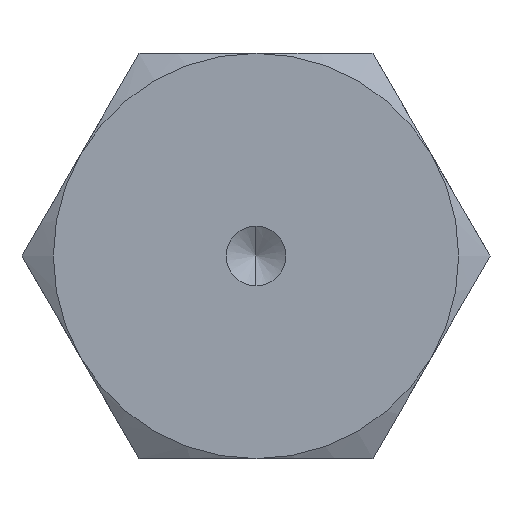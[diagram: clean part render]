
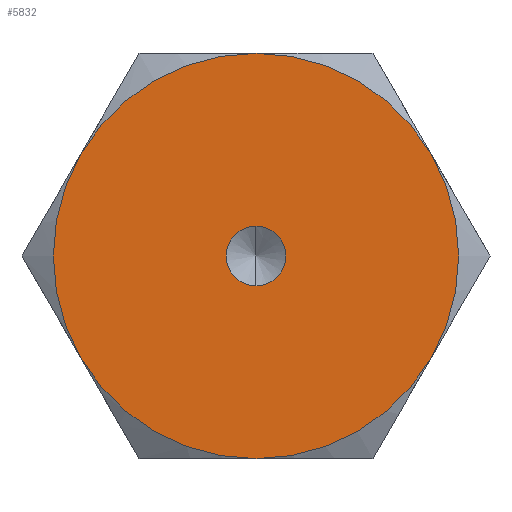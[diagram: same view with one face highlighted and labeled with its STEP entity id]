
A CAD part, left-side view. The second image highlights one B-rep face of the part: STEP entity #5832.
In plain terms, the highlighted planar face has unit normal (-1, 0, 0).
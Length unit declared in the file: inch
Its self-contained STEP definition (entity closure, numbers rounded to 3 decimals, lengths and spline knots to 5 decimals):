
#49 = CIRCLE ( 'NONE', #2054, 0.4375 ) ;
#94 = DIRECTION ( 'NONE',  ( -1., 0., 0. ) ) ;
#638 = VERTEX_POINT ( 'NONE', #7372 ) ;
#871 = EDGE_LOOP ( 'NONE', ( #2315, #5595, #4877, #3117, #5220, #7523 ) ) ;
#910 = DIRECTION ( 'NONE',  ( 0., 0., 1. ) ) ;
#1060 = CARTESIAN_POINT ( 'NONE',  ( -0.56, 0., 0. ) ) ;
#1154 = CARTESIAN_POINT ( 'NONE',  ( -0.56, 0., 0. ) ) ;
#1157 = PLANE ( 'NONE',  #8843 ) ;
#1492 = AXIS2_PLACEMENT_3D ( 'NONE', #4518, #3874, #910 ) ;
#1510 = VERTEX_POINT ( 'NONE', #2832 ) ;
#1744 = CARTESIAN_POINT ( 'NONE',  ( -0.56, 0., -0.4375 ) ) ;
#1985 = DIRECTION ( 'NONE',  ( -1., 0., 0. ) ) ;
#2054 = AXIS2_PLACEMENT_3D ( 'NONE', #5875, #2179, #5097 ) ;
#2179 = DIRECTION ( 'NONE',  ( -1., 0., 0. ) ) ;
#2276 = DIRECTION ( 'NONE',  ( 0., 0., 1. ) ) ;
#2294 = DIRECTION ( 'NONE',  ( 0., 0., 1. ) ) ;
#2315 = ORIENTED_EDGE ( 'NONE', *, *, #4570, .T. ) ;
#2528 = EDGE_CURVE ( 'NONE', #638, #6593, #4807, .T. ) ;
#2590 = EDGE_CURVE ( 'NONE', #6325, #638, #8712, .T. ) ;
#2606 = AXIS2_PLACEMENT_3D ( 'NONE', #1154, #1985, #3481 ) ;
#2692 = EDGE_CURVE ( 'NONE', #7247, #1510, #2711, .T. ) ;
#2711 = CIRCLE ( 'NONE', #7132, 0.4375 ) ;
#2802 = AXIS2_PLACEMENT_3D ( 'NONE', #8227, #3862, #8981 ) ;
#2832 = CARTESIAN_POINT ( 'NONE',  ( -0.56, 0.37889, -0.21875 ) ) ;
#2901 = CARTESIAN_POINT ( 'NONE',  ( -0.56, -0.37889, -0.21875 ) ) ;
#3109 = CARTESIAN_POINT ( 'NONE',  ( -0.56, 0., -0.06425 ) ) ;
#3117 = ORIENTED_EDGE ( 'NONE', *, *, #2528, .T. ) ;
#3125 = CARTESIAN_POINT ( 'NONE',  ( -0.56, 0., 0. ) ) ;
#3481 = DIRECTION ( 'NONE',  ( 0., 0., 1. ) ) ;
#3658 = CARTESIAN_POINT ( 'NONE',  ( -0.56, 0., 0. ) ) ;
#3659 = VERTEX_POINT ( 'NONE', #6661 ) ;
#3813 = CIRCLE ( 'NONE', #2802, 0.06425 ) ;
#3837 = EDGE_CURVE ( 'NONE', #6593, #7247, #5943, .T. ) ;
#3862 = DIRECTION ( 'NONE',  ( -1., 0., 0. ) ) ;
#3873 = CARTESIAN_POINT ( 'NONE',  ( -0.56, 0.37889, 0.21875 ) ) ;
#3874 = DIRECTION ( 'NONE',  ( -1., 0., 0. ) ) ;
#4075 = FACE_OUTER_BOUND ( 'NONE', #871, .T. ) ;
#4409 = CIRCLE ( 'NONE', #9471, 0.4375 ) ;
#4518 = CARTESIAN_POINT ( 'NONE',  ( -0.56, 0., 0. ) ) ;
#4570 = EDGE_CURVE ( 'NONE', #1510, #5167, #4409, .T. ) ;
#4807 = CIRCLE ( 'NONE', #2606, 0.4375 ) ;
#4808 = DIRECTION ( 'NONE',  ( 0., 0., -1. ) ) ;
#4877 = ORIENTED_EDGE ( 'NONE', *, *, #2590, .T. ) ;
#5076 = DIRECTION ( 'NONE',  ( -1., 0., 0. ) ) ;
#5097 = DIRECTION ( 'NONE',  ( 0., 0., 1. ) ) ;
#5167 = VERTEX_POINT ( 'NONE', #1744 ) ;
#5220 = ORIENTED_EDGE ( 'NONE', *, *, #3837, .T. ) ;
#5386 = EDGE_CURVE ( 'NONE', #5167, #6325, #49, .T. ) ;
#5396 = DIRECTION ( 'NONE',  ( -1., 0., 0. ) ) ;
#5564 = CIRCLE ( 'NONE', #1492, 0.06425 ) ;
#5595 = ORIENTED_EDGE ( 'NONE', *, *, #5386, .T. ) ;
#5614 = ORIENTED_EDGE ( 'NONE', *, *, #7820, .F. ) ;
#5832 = ADVANCED_FACE ( 'NONE', ( #8456, #4075 ), #1157, .F. ) ;
#5875 = CARTESIAN_POINT ( 'NONE',  ( -0.56, 0., 0. ) ) ;
#5943 = CIRCLE ( 'NONE', #6216, 0.4375 ) ;
#5971 = DIRECTION ( 'NONE',  ( -1., 0., 0. ) ) ;
#6079 = VERTEX_POINT ( 'NONE', #3109 ) ;
#6216 = AXIS2_PLACEMENT_3D ( 'NONE', #3125, #5396, #9020 ) ;
#6325 = VERTEX_POINT ( 'NONE', #2901 ) ;
#6593 = VERTEX_POINT ( 'NONE', #6820 ) ;
#6661 = CARTESIAN_POINT ( 'NONE',  ( -0.56, 0., 0.06425 ) ) ;
#6820 = CARTESIAN_POINT ( 'NONE',  ( -0.56, 0., 0.4375 ) ) ;
#7079 = AXIS2_PLACEMENT_3D ( 'NONE', #3658, #5076, #8055 ) ;
#7132 = AXIS2_PLACEMENT_3D ( 'NONE', #8868, #94, #2294 ) ;
#7247 = VERTEX_POINT ( 'NONE', #3873 ) ;
#7276 = ORIENTED_EDGE ( 'NONE', *, *, #9114, .F. ) ;
#7372 = CARTESIAN_POINT ( 'NONE',  ( -0.56, -0.37889, 0.21875 ) ) ;
#7523 = ORIENTED_EDGE ( 'NONE', *, *, #2692, .T. ) ;
#7646 = DIRECTION ( 'NONE',  ( 1., 0., 0. ) ) ;
#7820 = EDGE_CURVE ( 'NONE', #6079, #3659, #3813, .T. ) ;
#7947 = EDGE_LOOP ( 'NONE', ( #7276, #5614 ) ) ;
#8055 = DIRECTION ( 'NONE',  ( 0., 0., 1. ) ) ;
#8224 = CARTESIAN_POINT ( 'NONE',  ( -0.56, 0., 0. ) ) ;
#8227 = CARTESIAN_POINT ( 'NONE',  ( -0.56, 0., 0. ) ) ;
#8456 = FACE_BOUND ( 'NONE', #7947, .T. ) ;
#8712 = CIRCLE ( 'NONE', #7079, 0.4375 ) ;
#8843 = AXIS2_PLACEMENT_3D ( 'NONE', #1060, #7646, #4808 ) ;
#8868 = CARTESIAN_POINT ( 'NONE',  ( -0.56, 0., 0. ) ) ;
#8981 = DIRECTION ( 'NONE',  ( 0., 0., 1. ) ) ;
#9020 = DIRECTION ( 'NONE',  ( 0., 0., 1. ) ) ;
#9114 = EDGE_CURVE ( 'NONE', #3659, #6079, #5564, .T. ) ;
#9471 = AXIS2_PLACEMENT_3D ( 'NONE', #8224, #5971, #2276 ) ;
